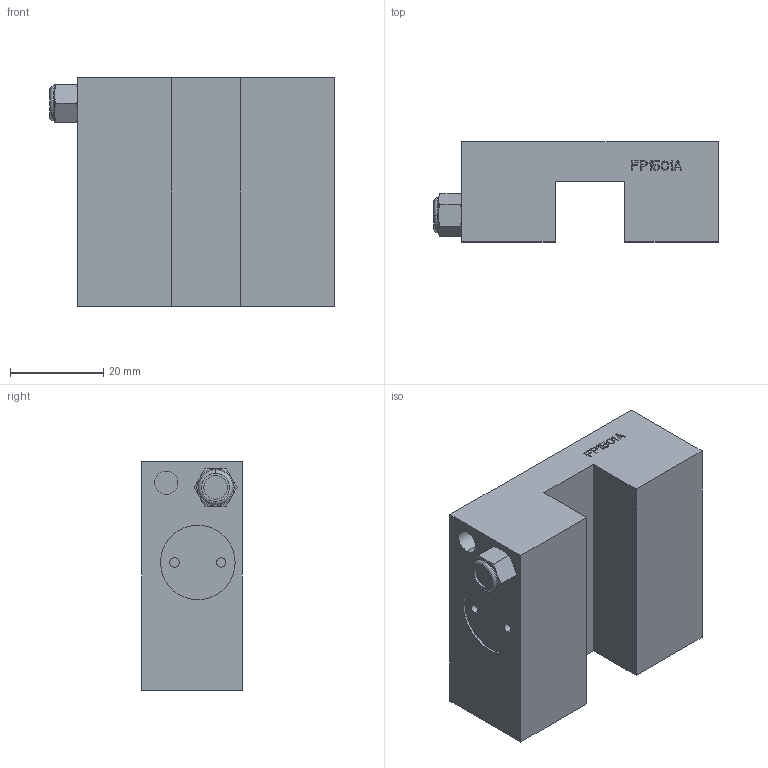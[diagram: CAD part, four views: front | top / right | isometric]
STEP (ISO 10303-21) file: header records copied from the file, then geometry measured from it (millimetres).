
FILE_DESCRIPTION((''),'2;1');
FILE_NAME('FP1501A','2023-06-25T15:25:38',('lx'),(''),'CREO PARAMETRIC BY PTC INC, 2018100','CREO PARAMETRIC BY PTC INC, 2018100','');
FILE_SCHEMA(('CONFIG_CONTROL_DESIGN'));
Length unit declared in the file: millimetre
Products named in the file (1): FP1501A
Bounding box: 61 x 21.5 x 49 mm (x, y, z)
Volume: 47627.6 mm3; surface area: 11783.6 mm2
Topology: 1 solids, 2 shells, 259 faces, 657 edges, 433 vertices
Faces by surface type: plane 193, cylinder 46, cone 16, torus 2, sphere 2
Entity records: 7825 total; most frequent: CARTESIAN_POINT 1461, ORIENTED_EDGE 1310, DIRECTION 1271, EDGE_CURVE 655, VECTOR 509, LINE 509, VERTEX_POINT 433, AXIS2_PLACEMENT_3D 381
